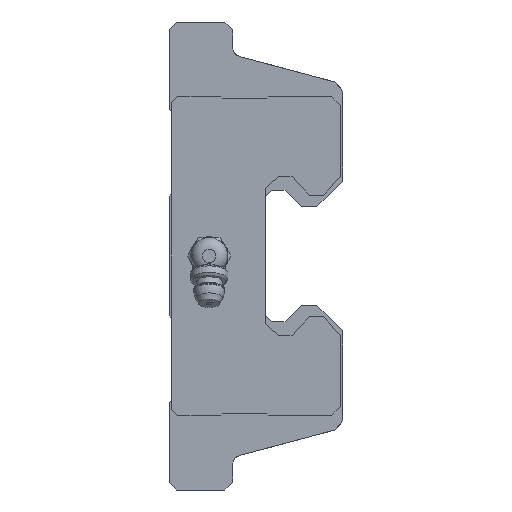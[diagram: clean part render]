
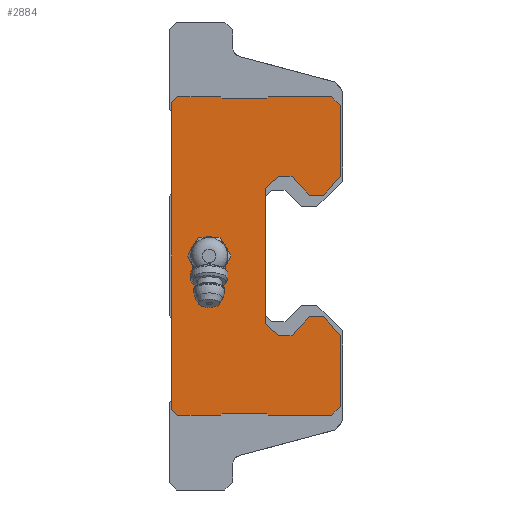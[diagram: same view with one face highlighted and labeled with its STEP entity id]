
A CAD part, left-side view. The second image highlights one B-rep face of the part: STEP entity #2884.
In plain terms, the highlighted planar face has unit normal (-1, 0, 0).
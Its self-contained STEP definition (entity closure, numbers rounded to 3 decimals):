
#774=ORIENTED_EDGE('',*,*,#1230,.F.);
#775=ORIENTED_EDGE('',*,*,#1284,.F.);
#776=ORIENTED_EDGE('',*,*,#1282,.F.);
#777=ORIENTED_EDGE('',*,*,#1280,.F.);
#778=ORIENTED_EDGE('',*,*,#1278,.F.);
#779=ORIENTED_EDGE('',*,*,#1276,.F.);
#780=ORIENTED_EDGE('',*,*,#1274,.F.);
#781=ORIENTED_EDGE('',*,*,#1272,.F.);
#782=ORIENTED_EDGE('',*,*,#1270,.F.);
#783=ORIENTED_EDGE('',*,*,#1268,.F.);
#784=ORIENTED_EDGE('',*,*,#1266,.F.);
#785=ORIENTED_EDGE('',*,*,#1264,.F.);
#786=ORIENTED_EDGE('',*,*,#1262,.F.);
#787=ORIENTED_EDGE('',*,*,#1260,.F.);
#788=ORIENTED_EDGE('',*,*,#1258,.F.);
#789=ORIENTED_EDGE('',*,*,#1256,.F.);
#790=ORIENTED_EDGE('',*,*,#1254,.F.);
#791=ORIENTED_EDGE('',*,*,#1252,.F.);
#792=ORIENTED_EDGE('',*,*,#1250,.F.);
#793=ORIENTED_EDGE('',*,*,#1248,.F.);
#794=ORIENTED_EDGE('',*,*,#1246,.F.);
#795=ORIENTED_EDGE('',*,*,#1244,.F.);
#796=ORIENTED_EDGE('',*,*,#1242,.F.);
#797=ORIENTED_EDGE('',*,*,#1240,.F.);
#798=ORIENTED_EDGE('',*,*,#1238,.F.);
#799=ORIENTED_EDGE('',*,*,#1236,.F.);
#800=ORIENTED_EDGE('',*,*,#1234,.F.);
#801=ORIENTED_EDGE('',*,*,#1232,.F.);
#802=ORIENTED_EDGE('',*,*,#1285,.T.);
#803=ORIENTED_EDGE('',*,*,#1286,.T.);
#804=ORIENTED_EDGE('',*,*,#1287,.T.);
#805=ORIENTED_EDGE('',*,*,#1288,.T.);
#806=ORIENTED_EDGE('',*,*,#1289,.T.);
#807=ORIENTED_EDGE('',*,*,#1290,.T.);
#1230=EDGE_CURVE('',#1554,#1555,#1866,.T.);
#1232=EDGE_CURVE('',#1555,#1556,#1868,.T.);
#1234=EDGE_CURVE('',#1556,#1557,#1870,.T.);
#1236=EDGE_CURVE('',#1557,#1558,#1872,.T.);
#1238=EDGE_CURVE('',#1558,#1559,#1874,.T.);
#1240=EDGE_CURVE('',#1559,#1560,#1876,.T.);
#1242=EDGE_CURVE('',#1560,#1561,#1878,.T.);
#1244=EDGE_CURVE('',#1561,#1562,#1880,.T.);
#1246=EDGE_CURVE('',#1562,#1563,#1882,.T.);
#1248=EDGE_CURVE('',#1563,#1564,#1884,.T.);
#1250=EDGE_CURVE('',#1564,#1565,#1886,.T.);
#1252=EDGE_CURVE('',#1565,#1566,#1888,.T.);
#1254=EDGE_CURVE('',#1566,#1567,#1890,.T.);
#1256=EDGE_CURVE('',#1567,#1568,#1892,.T.);
#1258=EDGE_CURVE('',#1568,#1569,#1894,.T.);
#1260=EDGE_CURVE('',#1569,#1570,#1896,.T.);
#1262=EDGE_CURVE('',#1570,#1571,#1898,.T.);
#1264=EDGE_CURVE('',#1571,#1572,#1900,.T.);
#1266=EDGE_CURVE('',#1572,#1573,#1902,.T.);
#1268=EDGE_CURVE('',#1573,#1574,#1904,.T.);
#1270=EDGE_CURVE('',#1574,#1575,#1906,.T.);
#1272=EDGE_CURVE('',#1575,#1576,#1908,.T.);
#1274=EDGE_CURVE('',#1576,#1577,#1910,.T.);
#1276=EDGE_CURVE('',#1577,#1578,#1912,.T.);
#1278=EDGE_CURVE('',#1578,#1579,#1914,.T.);
#1280=EDGE_CURVE('',#1579,#1580,#1916,.T.);
#1282=EDGE_CURVE('',#1580,#1581,#1918,.T.);
#1284=EDGE_CURVE('',#1581,#1554,#1920,.T.);
#1285=EDGE_CURVE('',#1582,#1583,#1921,.T.);
#1286=EDGE_CURVE('',#1583,#1584,#1922,.T.);
#1287=EDGE_CURVE('',#1584,#1585,#1923,.T.);
#1288=EDGE_CURVE('',#1585,#1586,#1924,.T.);
#1289=EDGE_CURVE('',#1586,#1587,#1925,.T.);
#1290=EDGE_CURVE('',#1587,#1582,#1926,.T.);
#1554=VERTEX_POINT('',#4531);
#1555=VERTEX_POINT('',#4533);
#1556=VERTEX_POINT('',#4537);
#1557=VERTEX_POINT('',#4541);
#1558=VERTEX_POINT('',#4545);
#1559=VERTEX_POINT('',#4549);
#1560=VERTEX_POINT('',#4553);
#1561=VERTEX_POINT('',#4557);
#1562=VERTEX_POINT('',#4561);
#1563=VERTEX_POINT('',#4565);
#1564=VERTEX_POINT('',#4569);
#1565=VERTEX_POINT('',#4573);
#1566=VERTEX_POINT('',#4577);
#1567=VERTEX_POINT('',#4581);
#1568=VERTEX_POINT('',#4585);
#1569=VERTEX_POINT('',#4589);
#1570=VERTEX_POINT('',#4593);
#1571=VERTEX_POINT('',#4597);
#1572=VERTEX_POINT('',#4601);
#1573=VERTEX_POINT('',#4605);
#1574=VERTEX_POINT('',#4609);
#1575=VERTEX_POINT('',#4613);
#1576=VERTEX_POINT('',#4617);
#1577=VERTEX_POINT('',#4621);
#1578=VERTEX_POINT('',#4625);
#1579=VERTEX_POINT('',#4629);
#1580=VERTEX_POINT('',#4633);
#1581=VERTEX_POINT('',#4637);
#1582=VERTEX_POINT('',#4643);
#1583=VERTEX_POINT('',#4644);
#1584=VERTEX_POINT('',#4646);
#1585=VERTEX_POINT('',#4648);
#1586=VERTEX_POINT('',#4650);
#1587=VERTEX_POINT('',#4652);
#1866=LINE('',#4532,#2194);
#1868=LINE('',#4536,#2196);
#1870=LINE('',#4540,#2198);
#1872=LINE('',#4544,#2200);
#1874=LINE('',#4548,#2202);
#1876=LINE('',#4552,#2204);
#1878=LINE('',#4556,#2206);
#1880=LINE('',#4560,#2208);
#1882=LINE('',#4564,#2210);
#1884=LINE('',#4568,#2212);
#1886=LINE('',#4572,#2214);
#1888=LINE('',#4576,#2216);
#1890=LINE('',#4580,#2218);
#1892=LINE('',#4584,#2220);
#1894=LINE('',#4588,#2222);
#1896=LINE('',#4592,#2224);
#1898=LINE('',#4596,#2226);
#1900=LINE('',#4600,#2228);
#1902=LINE('',#4604,#2230);
#1904=LINE('',#4608,#2232);
#1906=LINE('',#4612,#2234);
#1908=LINE('',#4616,#2236);
#1910=LINE('',#4620,#2238);
#1912=LINE('',#4624,#2240);
#1914=LINE('',#4628,#2242);
#1916=LINE('',#4632,#2244);
#1918=LINE('',#4636,#2246);
#1920=LINE('',#4640,#2248);
#1921=LINE('',#4642,#2249);
#1922=LINE('',#4645,#2250);
#1923=LINE('',#4647,#2251);
#1924=LINE('',#4649,#2252);
#1925=LINE('',#4651,#2253);
#1926=LINE('',#4653,#2254);
#2194=VECTOR('',#3628,1000.);
#2196=VECTOR('',#3632,1000.);
#2198=VECTOR('',#3636,1000.);
#2200=VECTOR('',#3640,1000.);
#2202=VECTOR('',#3644,1000.);
#2204=VECTOR('',#3648,1000.);
#2206=VECTOR('',#3652,1000.);
#2208=VECTOR('',#3656,1000.);
#2210=VECTOR('',#3660,1000.);
#2212=VECTOR('',#3664,1000.);
#2214=VECTOR('',#3668,1000.);
#2216=VECTOR('',#3672,1000.);
#2218=VECTOR('',#3676,1000.);
#2220=VECTOR('',#3680,1000.);
#2222=VECTOR('',#3684,1000.);
#2224=VECTOR('',#3688,1000.);
#2226=VECTOR('',#3692,1000.);
#2228=VECTOR('',#3696,1000.);
#2230=VECTOR('',#3700,1000.);
#2232=VECTOR('',#3704,1000.);
#2234=VECTOR('',#3708,1000.);
#2236=VECTOR('',#3712,1000.);
#2238=VECTOR('',#3716,1000.);
#2240=VECTOR('',#3720,1000.);
#2242=VECTOR('',#3724,1000.);
#2244=VECTOR('',#3728,1000.);
#2246=VECTOR('',#3732,1000.);
#2248=VECTOR('',#3736,1000.);
#2249=VECTOR('',#3739,1000.);
#2250=VECTOR('',#3740,1000.);
#2251=VECTOR('',#3741,1000.);
#2252=VECTOR('',#3742,1000.);
#2253=VECTOR('',#3743,1000.);
#2254=VECTOR('',#3744,1000.);
#2411=EDGE_LOOP('',(#774,#775,#776,#777,#778,#779,#780,#781,#782,#783,#784,
#785,#786,#787,#788,#789,#790,#791,#792,#793,#794,#795,#796,#797,#798,#799,
#800,#801));
#2412=EDGE_LOOP('',(#802,#803,#804,#805,#806,#807));
#2594=FACE_BOUND('',#2411,.T.);
#2595=FACE_BOUND('',#2412,.T.);
#2745=PLANE('',#3083);
#2884=ADVANCED_FACE('',(#2594,#2595),#2745,.F.);
#3083=AXIS2_PLACEMENT_3D('',#4641,#3737,#3738);
#3628=DIRECTION('',(0.,-0.707,0.707));
#3632=DIRECTION('',(0.,-1.,0.));
#3636=DIRECTION('',(0.,-0.707,-0.707));
#3640=DIRECTION('',(0.,-1.,0.));
#3644=DIRECTION('',(0.,-0.707,0.707));
#3648=DIRECTION('',(0.,-1.,0.));
#3652=DIRECTION('',(0.,-0.707,-0.707));
#3656=DIRECTION('',(0.,0.,-1.));
#3660=DIRECTION('',(0.,0.659,-0.753));
#3664=DIRECTION('',(0.,1.,0.));
#3668=DIRECTION('',(0.,0.689,0.725));
#3672=DIRECTION('',(0.,1.,0.));
#3676=DIRECTION('',(0.,0.752,-0.659));
#3680=DIRECTION('',(0.,0.,-1.));
#3684=DIRECTION('',(0.,-0.752,-0.659));
#3688=DIRECTION('',(0.,-1.,0.));
#3692=DIRECTION('',(0.,-0.689,0.725));
#3696=DIRECTION('',(0.,-1.,0.));
#3700=DIRECTION('',(0.,-0.659,-0.753));
#3704=DIRECTION('',(0.,0.,-1.));
#3708=DIRECTION('',(0.,0.707,-0.707));
#3712=DIRECTION('',(0.,1.,0.));
#3716=DIRECTION('',(0.,0.707,0.707));
#3720=DIRECTION('',(0.,1.,0.));
#3724=DIRECTION('',(0.,0.707,-0.707));
#3728=DIRECTION('',(0.,1.,0.));
#3732=DIRECTION('',(0.,0.707,0.707));
#3736=DIRECTION('',(0.,0.,1.));
#3737=DIRECTION('',(1.,0.,0.));
#3738=DIRECTION('',(0.,0.,-1.));
#3739=DIRECTION('',(0.,1.,0.));
#3740=DIRECTION('',(0.,0.5,0.866));
#3741=DIRECTION('',(0.,-0.5,0.866));
#3742=DIRECTION('',(0.,-1.,0.));
#3743=DIRECTION('',(0.,-0.5,-0.866));
#3744=DIRECTION('',(0.,0.5,-0.866));
#4531=CARTESIAN_POINT('',(-53.25,-0.5,32.7));
#4532=CARTESIAN_POINT('',(-53.25,-0.5,32.7));
#4533=CARTESIAN_POINT('',(-53.25,-1.8,34.));
#4536=CARTESIAN_POINT('',(-53.25,-1.8,34.));
#4537=CARTESIAN_POINT('',(-53.25,-10.89,34.));
#4540=CARTESIAN_POINT('',(-53.25,-10.89,34.));
#4541=CARTESIAN_POINT('',(-53.25,-11.29,33.6));
#4544=CARTESIAN_POINT('',(-53.25,-11.29,33.6));
#4545=CARTESIAN_POINT('',(-53.25,-20.7,33.6));
#4548=CARTESIAN_POINT('',(-53.25,-20.7,33.6));
#4549=CARTESIAN_POINT('',(-53.25,-21.1,34.));
#4552=CARTESIAN_POINT('',(-53.25,-21.1,34.));
#4553=CARTESIAN_POINT('',(-53.25,-34.7,34.));
#4556=CARTESIAN_POINT('',(-53.25,-34.7,34.));
#4557=CARTESIAN_POINT('',(-53.25,-36.5,32.2));
#4560=CARTESIAN_POINT('',(-53.25,-36.5,32.2));
#4561=CARTESIAN_POINT('',(-53.25,-36.5,17.));
#4564=CARTESIAN_POINT('',(-53.25,-36.5,17.));
#4565=CARTESIAN_POINT('',(-53.25,-33.,13.));
#4568=CARTESIAN_POINT('',(-53.25,-33.,13.));
#4569=CARTESIAN_POINT('',(-53.25,-30.,13.));
#4572=CARTESIAN_POINT('',(-53.25,-30.,13.));
#4573=CARTESIAN_POINT('',(-53.25,-26.2,17.));
#4576=CARTESIAN_POINT('',(-53.25,-26.2,17.));
#4577=CARTESIAN_POINT('',(-53.25,-23.35,17.));
#4580=CARTESIAN_POINT('',(-53.25,-23.35,17.));
#4581=CARTESIAN_POINT('',(-53.25,-20.5,14.5));
#4584=CARTESIAN_POINT('',(-53.25,-20.5,14.5));
#4585=CARTESIAN_POINT('',(-53.25,-20.5,-14.5));
#4588=CARTESIAN_POINT('',(-53.25,-20.5,-14.5));
#4589=CARTESIAN_POINT('',(-53.25,-23.35,-17.));
#4592=CARTESIAN_POINT('',(-53.25,-23.35,-17.));
#4593=CARTESIAN_POINT('',(-53.25,-26.2,-17.));
#4596=CARTESIAN_POINT('',(-53.25,-26.2,-17.));
#4597=CARTESIAN_POINT('',(-53.25,-30.,-13.));
#4600=CARTESIAN_POINT('',(-53.25,-30.,-13.));
#4601=CARTESIAN_POINT('',(-53.25,-33.,-13.));
#4604=CARTESIAN_POINT('',(-53.25,-33.,-13.));
#4605=CARTESIAN_POINT('',(-53.25,-36.5,-17.));
#4608=CARTESIAN_POINT('',(-53.25,-36.5,-17.));
#4609=CARTESIAN_POINT('',(-53.25,-36.5,-32.2));
#4612=CARTESIAN_POINT('',(-53.25,-36.5,-32.2));
#4613=CARTESIAN_POINT('',(-53.25,-34.7,-34.));
#4616=CARTESIAN_POINT('',(-53.25,-34.7,-34.));
#4617=CARTESIAN_POINT('',(-53.25,-21.1,-34.));
#4620=CARTESIAN_POINT('',(-53.25,-21.1,-34.));
#4621=CARTESIAN_POINT('',(-53.25,-20.7,-33.6));
#4624=CARTESIAN_POINT('',(-53.25,-20.7,-33.6));
#4625=CARTESIAN_POINT('',(-53.25,-11.29,-33.6));
#4628=CARTESIAN_POINT('',(-53.25,-11.29,-33.6));
#4629=CARTESIAN_POINT('',(-53.25,-10.89,-34.));
#4632=CARTESIAN_POINT('',(-53.25,-10.89,-34.));
#4633=CARTESIAN_POINT('',(-53.25,-1.8,-34.));
#4636=CARTESIAN_POINT('',(-53.25,-1.8,-34.));
#4637=CARTESIAN_POINT('',(-53.25,-0.5,-32.7));
#4640=CARTESIAN_POINT('',(-53.25,-0.5,-32.7));
#4641=CARTESIAN_POINT('',(-53.25,0.,0.));
#4642=CARTESIAN_POINT('',(-53.25,-10.809,-4.));
#4643=CARTESIAN_POINT('',(-53.25,-10.809,-4.));
#4644=CARTESIAN_POINT('',(-53.25,-6.191,-4.));
#4645=CARTESIAN_POINT('',(-53.25,-6.191,-4.));
#4646=CARTESIAN_POINT('',(-53.25,-3.881,0.));
#4647=CARTESIAN_POINT('',(-53.25,-3.881,0.));
#4648=CARTESIAN_POINT('',(-53.25,-6.191,4.));
#4649=CARTESIAN_POINT('',(-53.25,-6.191,4.));
#4650=CARTESIAN_POINT('',(-53.25,-10.809,4.));
#4651=CARTESIAN_POINT('',(-53.25,-10.809,4.));
#4652=CARTESIAN_POINT('',(-53.25,-13.119,0.));
#4653=CARTESIAN_POINT('',(-53.25,-13.119,0.));
